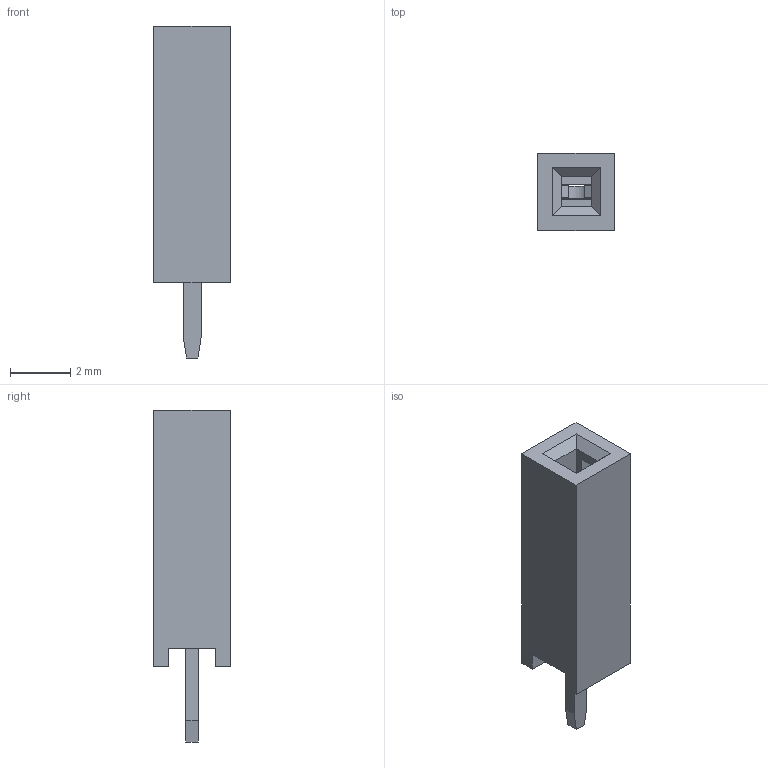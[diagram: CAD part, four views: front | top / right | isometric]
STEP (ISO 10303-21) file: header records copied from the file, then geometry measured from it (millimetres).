
FILE_DESCRIPTION(('STEP AP214'), '1');
FILE_NAME('rosetka_PBS-1x01', '2018-12-30T19:54:25', (''), (''), 'ASCON STEP Converter 1.3', 'ASCON Math Kernel', '');
FILE_SCHEMA(('AUTOMOTIVE_DESIGN { 1 0 10303 214 3 1 1}'));
Length unit declared in the file: millimetre
Products named in the file (1): User Library-PBS-1x07 (2.54)
Bounding box: 2.54 x 2.54 x 11.01 mm (x, y, z)
Volume: 45.2 mm3; surface area: 175.3 mm2
Topology: 2 solids, 2 shells, 42 faces, 110 edges, 72 vertices
Faces by surface type: plane 41, cylinder 1
Entity records: 1649 total; most frequent: CARTESIAN_POINT 225, ORIENTED_EDGE 220, DIRECTION 198, EDGE_CURVE 110, LINE 108, VECTOR 108, VERTEX_POINT 72, AXIS2_PLACEMENT_3D 45
